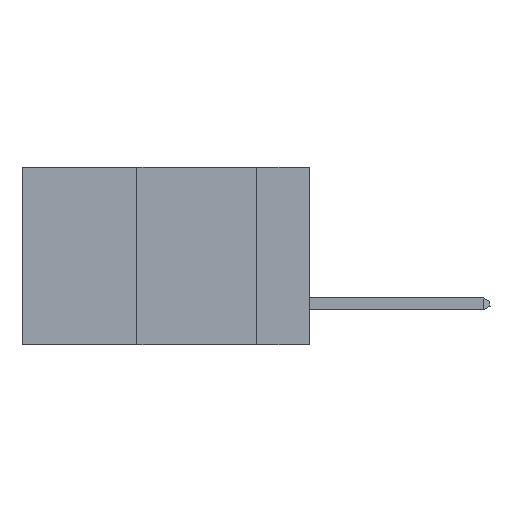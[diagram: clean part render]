
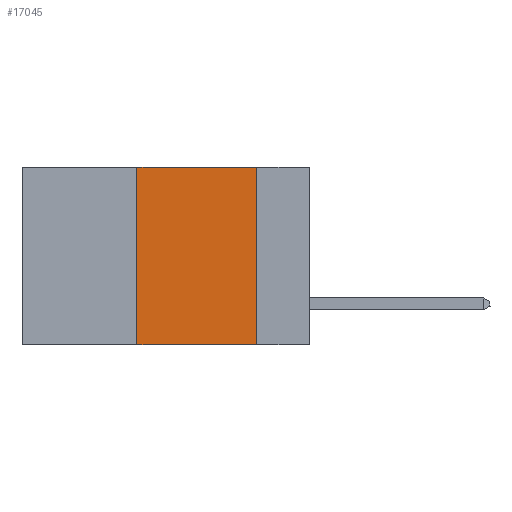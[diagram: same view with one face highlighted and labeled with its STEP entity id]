
A CAD part, left-side view. The second image highlights one B-rep face of the part: STEP entity #17045.
In plain terms, the highlighted planar face has unit normal (-1, 0, 0).
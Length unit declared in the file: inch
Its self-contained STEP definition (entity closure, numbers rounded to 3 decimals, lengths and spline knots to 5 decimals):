
#56 = PLANE ( 'NONE',  #1899 ) ;
#227 = VERTEX_POINT ( 'NONE', #2529 ) ;
#495 = CARTESIAN_POINT ( 'NONE',  ( 0., 0.11, -0.37 ) ) ;
#546 = VECTOR ( 'NONE', #7803, 39.37008 ) ;
#1381 = VERTEX_POINT ( 'NONE', #8025 ) ;
#1899 = AXIS2_PLACEMENT_3D ( 'NONE', #12216, #6830, #9482 ) ;
#2529 = CARTESIAN_POINT ( 'NONE',  ( 0., 0.36, 0. ) ) ;
#2643 = VECTOR ( 'NONE', #11811, 39.37008 ) ;
#2946 = ORIENTED_EDGE ( 'NONE', *, *, #12806, .F. ) ;
#3061 = CARTESIAN_POINT ( 'NONE',  ( 0., 0.6, 0. ) ) ;
#3389 = EDGE_CURVE ( 'NONE', #1381, #227, #9451, .T. ) ;
#4157 = VECTOR ( 'NONE', #16219, 39.37008 ) ;
#4505 = LINE ( 'NONE', #15808, #2643 ) ;
#4507 = EDGE_CURVE ( 'NONE', #1381, #4735, #4505, .T. ) ;
#4735 = VERTEX_POINT ( 'NONE', #495 ) ;
#6830 = DIRECTION ( 'NONE',  ( 1., 0., 0. ) ) ;
#7803 = DIRECTION ( 'NONE',  ( 0., 0., -1. ) ) ;
#8025 = CARTESIAN_POINT ( 'NONE',  ( 0., 0.36, -0.37 ) ) ;
#8112 = CARTESIAN_POINT ( 'NONE',  ( 0., 0.36, 0. ) ) ;
#8442 = FACE_OUTER_BOUND ( 'NONE', #10995, .T. ) ;
#8913 = LINE ( 'NONE', #3061, #13566 ) ;
#9160 = ORIENTED_EDGE ( 'NONE', *, *, #3389, .F. ) ;
#9256 = ORIENTED_EDGE ( 'NONE', *, *, #12032, .F. ) ;
#9451 = LINE ( 'NONE', #8112, #4157 ) ;
#9482 = DIRECTION ( 'NONE',  ( 0., 0., -1. ) ) ;
#10995 = EDGE_LOOP ( 'NONE', ( #2946, #9256, #9160, #14070 ) ) ;
#11241 = DIRECTION ( 'NONE',  ( 0., -1., 0. ) ) ;
#11811 = DIRECTION ( 'NONE',  ( 0., -1., 0. ) ) ;
#12032 = EDGE_CURVE ( 'NONE', #227, #12567, #8913, .T. ) ;
#12216 = CARTESIAN_POINT ( 'NONE',  ( 0., 0.6, 0. ) ) ;
#12567 = VERTEX_POINT ( 'NONE', #14634 ) ;
#12806 = EDGE_CURVE ( 'NONE', #12567, #4735, #14075, .T. ) ;
#13137 = CARTESIAN_POINT ( 'NONE',  ( 0., 0.11, 0. ) ) ;
#13566 = VECTOR ( 'NONE', #11241, 39.37008 ) ;
#14070 = ORIENTED_EDGE ( 'NONE', *, *, #4507, .T. ) ;
#14075 = LINE ( 'NONE', #13137, #546 ) ;
#14634 = CARTESIAN_POINT ( 'NONE',  ( 0., 0.11, 0. ) ) ;
#15808 = CARTESIAN_POINT ( 'NONE',  ( 0., 0.6, -0.37 ) ) ;
#16219 = DIRECTION ( 'NONE',  ( 0., 0., 1. ) ) ;
#17045 = ADVANCED_FACE ( 'NONE', ( #8442 ), #56, .F. ) ;
